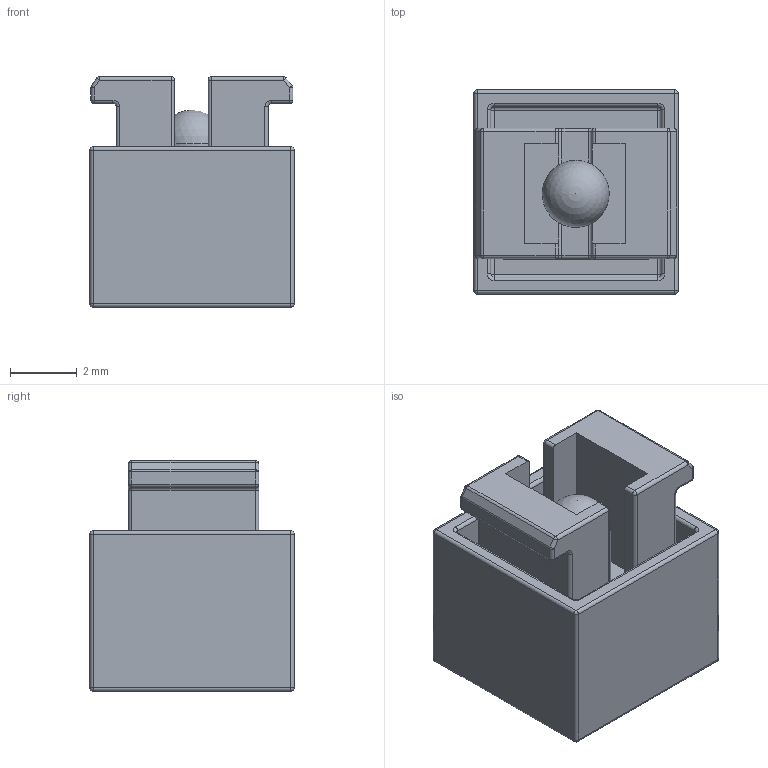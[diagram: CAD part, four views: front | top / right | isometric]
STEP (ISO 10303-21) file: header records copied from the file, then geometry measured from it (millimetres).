
FILE_DESCRIPTION(/* description */ (''),/* implementation_level */ '2;1');
FILE_NAME(/* name */ 'Tactile Led Switch v5 no pins.step',/* time_stamp */ '2021-05-29T15:30:28+02:00',/* author */ (''),/* organization */ (''),/* preprocessor_version */ 'ST-DEVELOPER v18.1',/* originating_system */ 'Autodesk Translation Framework v10.9.0.1377',/* authorisation */ '');
FILE_SCHEMA (('AUTOMOTIVE_DESIGN { 1 0 10303 214 3 1 1 }'));
Length unit declared in the file: millimetre
Products named in the file (2): Tactile Led Switch; Komponente2
Assembly tree (1 placements, depth 2):
  Tactile Led Switch
    Komponente2
Bounding box: 6.1 x 6.1 x 6.89 mm (x, y, z)
Volume: 146.3 mm3; surface area: 459.3 mm2
Topology: 1 solids, 1 shells, 141 faces, 308 edges, 168 vertices
Faces by surface type: cylinder 65, plane 35, sphere 29, torus 12
Full cylindrical faces by diameter (mm): 2 x1
Entity records: 3849 total; most frequent: DIRECTION 743, CARTESIAN_POINT 619, ORIENTED_EDGE 614, EDGE_CURVE 307, AXIS2_PLACEMENT_3D 292, VERTEX_POINT 168, LINE 159, VECTOR 159
